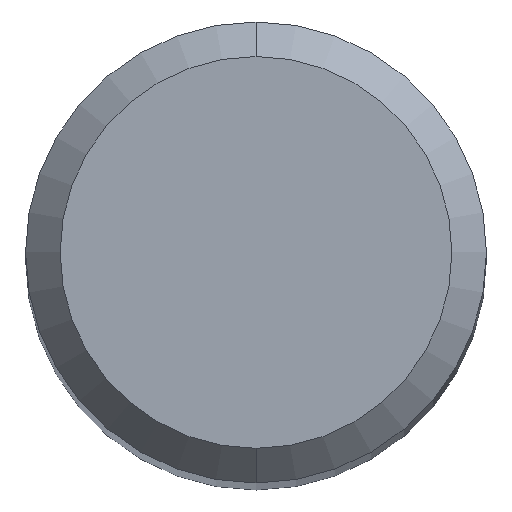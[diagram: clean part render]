
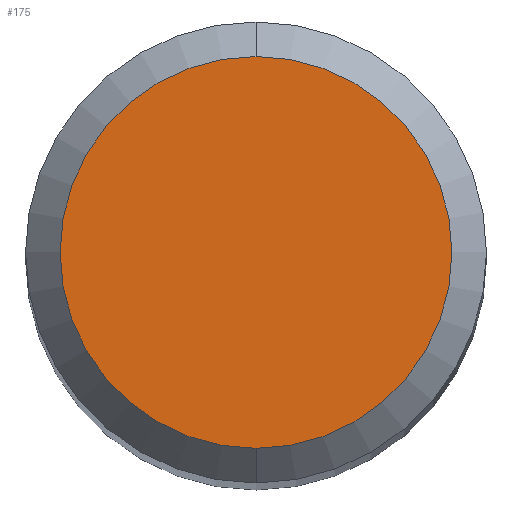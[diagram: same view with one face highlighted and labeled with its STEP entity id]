
A CAD part, top view. The second image highlights one B-rep face of the part: STEP entity #175.
In plain terms, the highlighted planar face has unit normal (0, 0, 1).
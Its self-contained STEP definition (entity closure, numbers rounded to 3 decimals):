
#101=EDGE_CURVE('',#229,#207,#252,.T.);
#149=EDGE_CURVE('',#207,#229,#305,.T.);
#175=ADVANCED_FACE('',(#336),#337,.T.);
#207=VERTEX_POINT('',#371);
#229=VERTEX_POINT('',#397);
#252=CIRCLE('',#415,1.7);
#305=CIRCLE('',#479,1.7);
#336=FACE_OUTER_BOUND('',#516,.T.);
#337=PLANE('',#517);
#371=CARTESIAN_POINT('',(0.,-1.7,0.0));
#397=CARTESIAN_POINT('',(0.0,1.7,0.0));
#415=AXIS2_PLACEMENT_3D('',#602,#603,#604);
#479=AXIS2_PLACEMENT_3D('',#663,#664,#665);
#516=EDGE_LOOP('',(#712,#713));
#517=AXIS2_PLACEMENT_3D('',#714,#715,#716);
#602=CARTESIAN_POINT('',(0.0,0.0,0.0));
#603=DIRECTION('',(0.0,0.0,-1.0));
#604=DIRECTION('',(0.0,1.0,0.0));
#663=CARTESIAN_POINT('',(0.0,0.0,0.0));
#664=DIRECTION('',(0.0,0.0,-1.0));
#665=DIRECTION('',(0.0,1.0,0.0));
#712=ORIENTED_EDGE('',*,*,#101,.F.);
#713=ORIENTED_EDGE('',*,*,#149,.F.);
#714=CARTESIAN_POINT('',(0.0,0.85,0.0));
#715=DIRECTION('',(-0.0,0.0,1.0));
#716=DIRECTION('',(0.0,-1.0,0.0));
